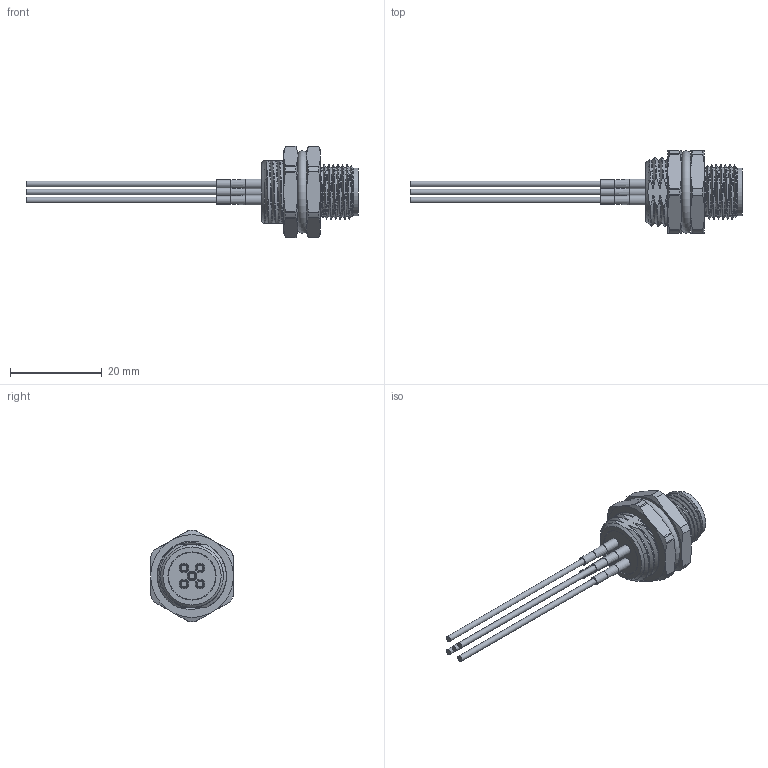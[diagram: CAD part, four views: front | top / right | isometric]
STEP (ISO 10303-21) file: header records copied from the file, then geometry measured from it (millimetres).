
FILE_DESCRIPTION(/* description */ ('Unknown'),/* implementation_level */ '2;1');
FILE_NAME(/* name */ '643352100605',/* time_stamp */ '2021-03-23T11:07:37+01:00',/* author */ ('Unknown'),/* organization */ ('Unknown'),/* preprocessor_version */ 'ST-DEVELOPER v16.7',/* originating_system */ 'DEX',/* authorisation */ $);
FILE_SCHEMA (('AUTOMOTIVE_DESIGN {1 0 10303 214 3 1 1}'));
Length unit declared in the file: millimetre
Products named in the file (14): 6433521006xx; 6430501006xx; 643050100605; 6430501006xx_Housing; 6430501006xx_Pin; 6430501006xx_Resin; 643xx01004xx_Seal_outer; 643xx01006xx_Nut; Wire 22AWG Brown; Wire 22AWG White; Wire 22AWG Blue; Wire 22AWG Black; 6433521006xx_Shrink tube; Wire 22AWG Grey
Assembly tree (21 placements, depth 3):
  6433521006xx
    6430501006xx
      643050100605
      6430501006xx_Housing
      6430501006xx_Pin  x5
      6430501006xx_Resin
      643xx01004xx_Seal_outer
      643xx01006xx_Nut
    Wire 22AWG Brown
    Wire 22AWG White
    Wire 22AWG Blue
    Wire 22AWG Black
    6433521006xx_Shrink tube  x5
    Wire 22AWG Grey
Bounding box: 72.5 x 18.01 x 20 mm (x, y, z)
Volume: 3612 mm3; surface area: 6815.8 mm2
Topology: 20 solids, 20 shells, 568 faces, 1288 edges, 821 vertices
Faces by surface type: cylinder 212, plane 191, cone 105, torus 34, bspline 26
Full cylindrical faces by diameter (mm): 0.77 x5, 1 x10, 1.1 x5, 1.245 x5, 1.26 x8, 1.3 x10, 1.4 x25, 1.42 x5, 1.5 x15, 1.56 x8, 1.6 x5, 1.7 x10, 1.781 x5, 2.1 x5, 8.3 x1, 9.16 x1, 9.2 x1, 9.44 x1, 9.5 x16, 10.45 x1, 10.76 x7
Entity records: 22398 total; most frequent: CARTESIAN_POINT 14229, DIRECTION 1567, ORIENTED_EDGE 1418, EDGE_CURVE 709, AXIS2_PLACEMENT_3D 676, FACE_BOUND 567, EDGE_LOOP 565, VERTEX_POINT 530
